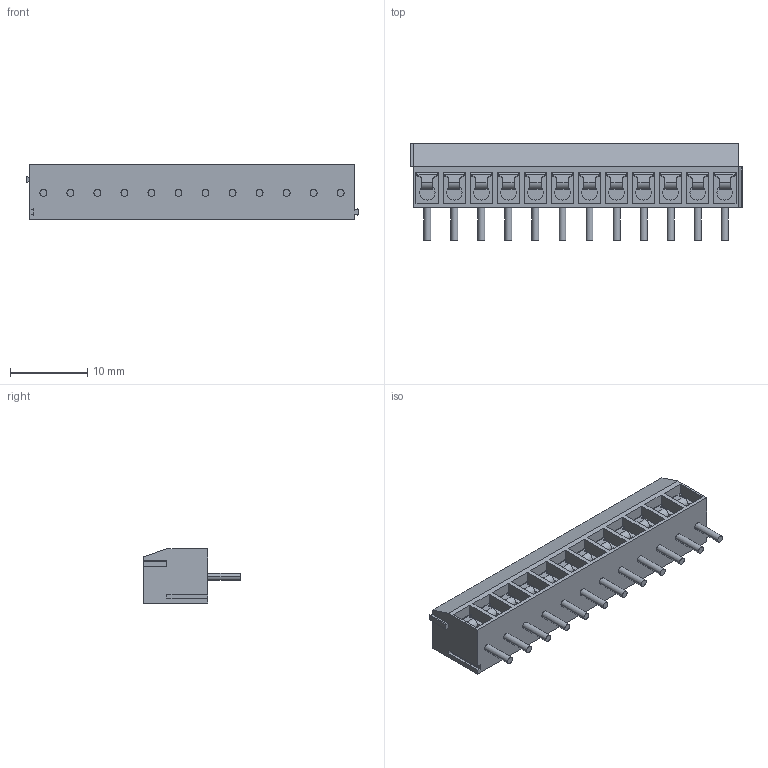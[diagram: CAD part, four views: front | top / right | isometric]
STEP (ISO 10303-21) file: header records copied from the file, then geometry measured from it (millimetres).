
FILE_DESCRIPTION((''),'2;1');
FILE_NAME('C-1-1776275-2','2014-05-16T',('workeradm'),('Tyco Electronics Ltd.'),'PRO/ENGINEER BY PARAMETRIC TECHNOLOGY CORPORATION, 2013050','PRO/ENGINEER BY PARAMETRIC TECHNOLOGY CORPORATION, 2013050','');
FILE_SCHEMA(('AUTOMOTIVE_DESIGN { 1 0 10303 214 1 1 1 1 }'));
Length unit declared in the file: millimetre
Products named in the file (1): C-1-1776275-2
Bounding box: 43 x 12.5 x 7 mm (x, y, z)
Volume: 2096.3 mm3; surface area: 2126 mm2
Topology: 1 solids, 1 shells, 639 faces, 1707 edges, 1106 vertices
Faces by surface type: plane 491, cylinder 124, bspline 24
Entity records: 20497 total; most frequent: CARTESIAN_POINT 4246, ORIENTED_EDGE 3414, DIRECTION 3185, EDGE_CURVE 1707, VECTOR 1363, LINE 1363, VERTEX_POINT 1106, AXIS2_PLACEMENT_3D 911
